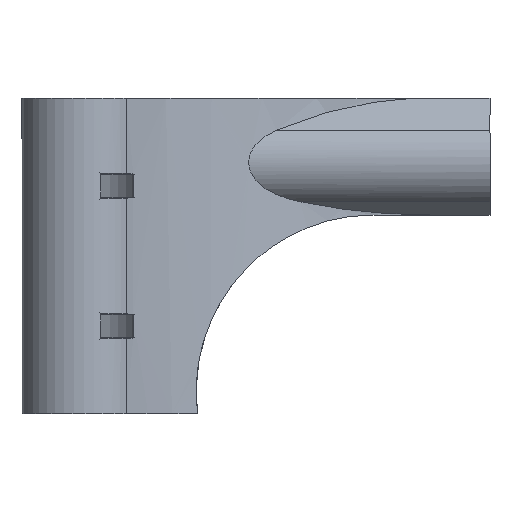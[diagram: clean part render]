
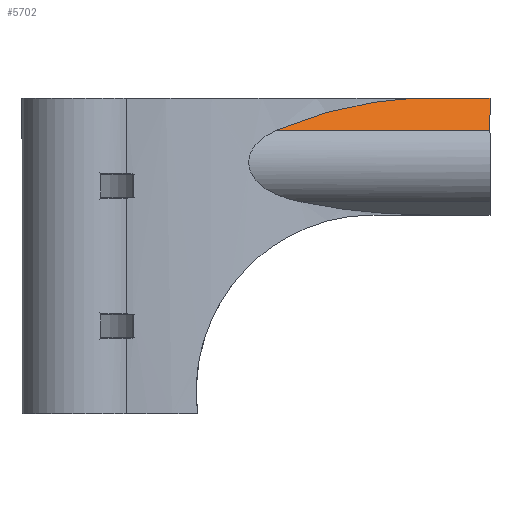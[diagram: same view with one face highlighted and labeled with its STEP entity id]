
A CAD part, left-side view. The second image highlights one B-rep face of the part: STEP entity #5702.
In plain terms, the highlighted planar face has unit normal (-0.707, 0, 0.707).
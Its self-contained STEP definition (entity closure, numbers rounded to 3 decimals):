
#44 = PLANE('',#45);
#45 = AXIS2_PLACEMENT_3D('',#46,#47,#48);
#46 = CARTESIAN_POINT('',(18.,71.,54.));
#47 = DIRECTION('',(0.,0.,-1.));
#48 = DIRECTION('',(-1.,0.,0.));
#1664 = VERTEX_POINT('',#1665);
#1665 = CARTESIAN_POINT('',(-28.,10.,54.));
#1684 = CYLINDRICAL_SURFACE('',#1685,66.569);
#1685 = AXIS2_PLACEMENT_3D('',#1686,#1687,#1688);
#1686 = CARTESIAN_POINT('',(-94.569,10.,0.));
#1687 = DIRECTION('',(0.,0.,-1.));
#1688 = DIRECTION('',(1.,0.,0.));
#1696 = EDGE_CURVE('',#1697,#1664,#1699,.T.);
#1697 = VERTEX_POINT('',#1698);
#1698 = CARTESIAN_POINT('',(-28.,0.,54.));
#1699 = SURFACE_CURVE('',#1700,(#1704,#1711),.PCURVE_S1.);
#1700 = LINE('',#1701,#1702);
#1701 = CARTESIAN_POINT('',(-28.,0.,54.));
#1702 = VECTOR('',#1703,1.);
#1703 = DIRECTION('',(0.,1.,0.));
#1704 = PCURVE('',#44,#1705);
#1705 = DEFINITIONAL_REPRESENTATION('',(#1706),#1710);
#1706 = LINE('',#1707,#1708);
#1707 = CARTESIAN_POINT('',(46.,-71.));
#1708 = VECTOR('',#1709,1.);
#1709 = DIRECTION('',(0.,1.));
#1710 = ( GEOMETRIC_REPRESENTATION_CONTEXT(2) 
PARAMETRIC_REPRESENTATION_CONTEXT() REPRESENTATION_CONTEXT('2D SPACE',''
  ) );
#1711 = PCURVE('',#1712,#1717);
#1712 = PLANE('',#1713);
#1713 = AXIS2_PLACEMENT_3D('',#1714,#1715,#1716);
#1714 = CARTESIAN_POINT('',(-33.5,0.,
    48.5));
#1715 = DIRECTION('',(0.707,0.,-0.707));
#1716 = DIRECTION('',(0.707,0.,0.707)
  );
#1717 = DEFINITIONAL_REPRESENTATION('',(#1718),#1722);
#1718 = LINE('',#1719,#1720);
#1719 = CARTESIAN_POINT('',(7.778,0.));
#1720 = VECTOR('',#1721,1.);
#1721 = DIRECTION('',(0.,-1.));
#1722 = ( GEOMETRIC_REPRESENTATION_CONTEXT(2) 
PARAMETRIC_REPRESENTATION_CONTEXT() REPRESENTATION_CONTEXT('2D SPACE',''
  ) );
#1740 = PLANE('',#1741);
#1741 = AXIS2_PLACEMENT_3D('',#1742,#1743,#1744);
#1742 = CARTESIAN_POINT('',(8.,0.,34.));
#1743 = DIRECTION('',(0.,1.,0.));
#1744 = DIRECTION('',(0.,0.,1.));
#3500 = CYLINDRICAL_SURFACE('',#3501,7.778);
#3501 = AXIS2_PLACEMENT_3D('',#3502,#3503,#3504);
#3502 = CARTESIAN_POINT('',(-28.,0.,43.));
#3503 = DIRECTION('',(0.,-1.,0.));
#3504 = DIRECTION('',(1.,0.,0.));
#4060 = VERTEX_POINT('',#4061);
#4061 = CARTESIAN_POINT('',(-33.5,36.495,
    48.5));
#4475 = EDGE_CURVE('',#4060,#1664,#4476,.T.);
#4476 = SURFACE_CURVE('',#4477,(#4482,#4495),.PCURVE_S1.);
#4477 = ELLIPSE('',#4478,94.143,66.569);
#4478 = AXIS2_PLACEMENT_3D('',#4479,#4480,#4481);
#4479 = CARTESIAN_POINT('',(-94.569,10.,-12.569));
#4480 = DIRECTION('',(0.707,0.,-0.707));
#4481 = DIRECTION('',(-0.707,0.,-0.707));
#4482 = PCURVE('',#1684,#4483);
#4483 = DEFINITIONAL_REPRESENTATION('',(#4484),#4494);
#4484 = B_SPLINE_CURVE_WITH_KNOTS('',8,(#4485,#4486,#4487,#4488,#4489,
    #4490,#4491,#4492,#4493),.UNSPECIFIED.,.F.,.F.,(9,9),(2.712,
    3.142),.PIECEWISE_BEZIER_KNOTS.);
#4485 = CARTESIAN_POINT('',(-0.43,-47.95));
#4486 = CARTESIAN_POINT('',(-0.376,-49.439));
#4487 = CARTESIAN_POINT('',(-0.322,-50.729));
#4488 = CARTESIAN_POINT('',(-0.269,-51.812));
#4489 = CARTESIAN_POINT('',(-0.215,-52.685));
#4490 = CARTESIAN_POINT('',(-0.161,-53.342));
#4491 = CARTESIAN_POINT('',(-0.107,-53.781));
#4492 = CARTESIAN_POINT('',(-0.054,-54.));
#4493 = CARTESIAN_POINT('',(0.,-54.));
#4494 = ( GEOMETRIC_REPRESENTATION_CONTEXT(2) 
PARAMETRIC_REPRESENTATION_CONTEXT() REPRESENTATION_CONTEXT('2D SPACE',''
  ) );
#4495 = PCURVE('',#1712,#4496);
#4496 = DEFINITIONAL_REPRESENTATION('',(#4497),#4501);
#4497 = ELLIPSE('',#4498,94.143,66.569);
#4498 = AXIS2_PLACEMENT_2D('',#4499,#4500);
#4499 = CARTESIAN_POINT('',(-86.365,-10.));
#4500 = DIRECTION('',(-1.,0.));
#4501 = ( GEOMETRIC_REPRESENTATION_CONTEXT(2) 
PARAMETRIC_REPRESENTATION_CONTEXT() REPRESENTATION_CONTEXT('2D SPACE',''
  ) );
#5702 = ADVANCED_FACE('',(#5703),#1712,.F.);
#5703 = FACE_BOUND('',#5704,.F.);
#5704 = EDGE_LOOP('',(#5705,#5728,#5749,#5750));
#5705 = ORIENTED_EDGE('',*,*,#5706,.F.);
#5706 = EDGE_CURVE('',#5707,#1697,#5709,.T.);
#5707 = VERTEX_POINT('',#5708);
#5708 = CARTESIAN_POINT('',(-33.5,0.,
    48.5));
#5709 = SURFACE_CURVE('',#5710,(#5714,#5721),.PCURVE_S1.);
#5710 = LINE('',#5711,#5712);
#5711 = CARTESIAN_POINT('',(-33.5,0.,
    48.5));
#5712 = VECTOR('',#5713,1.);
#5713 = DIRECTION('',(0.707,0.,0.707)
  );
#5714 = PCURVE('',#1712,#5715);
#5715 = DEFINITIONAL_REPRESENTATION('',(#5716),#5720);
#5716 = LINE('',#5717,#5718);
#5717 = CARTESIAN_POINT('',(0.,0.));
#5718 = VECTOR('',#5719,1.);
#5719 = DIRECTION('',(1.,0.));
#5720 = ( GEOMETRIC_REPRESENTATION_CONTEXT(2) 
PARAMETRIC_REPRESENTATION_CONTEXT() REPRESENTATION_CONTEXT('2D SPACE',''
  ) );
#5721 = PCURVE('',#1740,#5722);
#5722 = DEFINITIONAL_REPRESENTATION('',(#5723),#5727);
#5723 = LINE('',#5724,#5725);
#5724 = CARTESIAN_POINT('',(14.5,-41.5));
#5725 = VECTOR('',#5726,1.);
#5726 = DIRECTION('',(0.707,0.707));
#5727 = ( GEOMETRIC_REPRESENTATION_CONTEXT(2) 
PARAMETRIC_REPRESENTATION_CONTEXT() REPRESENTATION_CONTEXT('2D SPACE',''
  ) );
#5728 = ORIENTED_EDGE('',*,*,#5729,.T.);
#5729 = EDGE_CURVE('',#5707,#4060,#5730,.T.);
#5730 = SURFACE_CURVE('',#5731,(#5735,#5742),.PCURVE_S1.);
#5731 = LINE('',#5732,#5733);
#5732 = CARTESIAN_POINT('',(-33.5,0.,
    48.5));
#5733 = VECTOR('',#5734,1.);
#5734 = DIRECTION('',(0.,1.,0.));
#5735 = PCURVE('',#1712,#5736);
#5736 = DEFINITIONAL_REPRESENTATION('',(#5737),#5741);
#5737 = LINE('',#5738,#5739);
#5738 = CARTESIAN_POINT('',(0.,0.));
#5739 = VECTOR('',#5740,1.);
#5740 = DIRECTION('',(0.,-1.));
#5741 = ( GEOMETRIC_REPRESENTATION_CONTEXT(2) 
PARAMETRIC_REPRESENTATION_CONTEXT() REPRESENTATION_CONTEXT('2D SPACE',''
  ) );
#5742 = PCURVE('',#3500,#5743);
#5743 = DEFINITIONAL_REPRESENTATION('',(#5744),#5748);
#5744 = LINE('',#5745,#5746);
#5745 = CARTESIAN_POINT('',(2.356,0.));
#5746 = VECTOR('',#5747,1.);
#5747 = DIRECTION('',(0.,-1.));
#5748 = ( GEOMETRIC_REPRESENTATION_CONTEXT(2) 
PARAMETRIC_REPRESENTATION_CONTEXT() REPRESENTATION_CONTEXT('2D SPACE',''
  ) );
#5749 = ORIENTED_EDGE('',*,*,#4475,.T.);
#5750 = ORIENTED_EDGE('',*,*,#1696,.F.);
